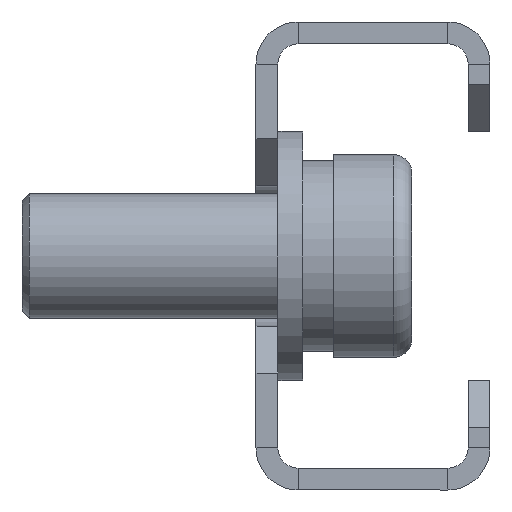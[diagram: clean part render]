
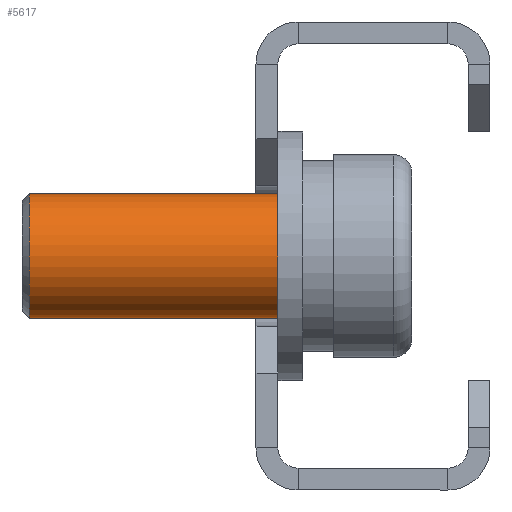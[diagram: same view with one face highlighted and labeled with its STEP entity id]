
A CAD part, left-side view. The second image highlights one B-rep face of the part: STEP entity #5617.
In plain terms, the highlighted cylindrical face has radius 4 mm (diameter 8 mm), a partial arc.
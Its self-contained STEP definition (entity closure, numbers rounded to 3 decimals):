
#120 = AXIS2_PLACEMENT_3D ( 'NONE', #3301, #3215, #1760 ) ;
#147 = VECTOR ( 'NONE', #5383, 1000. ) ;
#207 = EDGE_CURVE ( 'NONE', #1151, #3438, #5935, .T. ) ;
#566 = CARTESIAN_POINT ( 'NONE',  ( 24.537, 0., -4. ) ) ;
#816 = VECTOR ( 'NONE', #3200, 1000. ) ;
#945 = LINE ( 'NONE', #6318, #147 ) ;
#1151 = VERTEX_POINT ( 'NONE', #3704 ) ;
#1760 = DIRECTION ( 'NONE',  ( 0., 0., 1. ) ) ;
#2092 = AXIS2_PLACEMENT_3D ( 'NONE', #4550, #3036, #5040 ) ;
#2313 = ORIENTED_EDGE ( 'NONE', *, *, #3565, .T. ) ;
#2854 = ORIENTED_EDGE ( 'NONE', *, *, #2868, .T. ) ;
#2868 = EDGE_CURVE ( '������7', #1151, #4691, #4076, .T. ) ;
#3036 = DIRECTION ( 'NONE',  ( -1., 0., 0. ) ) ;
#3200 = DIRECTION ( 'NONE',  ( -1., 0., 0. ) ) ;
#3215 = DIRECTION ( 'NONE',  ( -1., 0., 0. ) ) ;
#3301 = CARTESIAN_POINT ( 'NONE',  ( 24.537, 0., 0. ) ) ;
#3365 = EDGE_LOOP ( 'NONE', ( #2854, #2313, #5111, #5639 ) ) ;
#3405 = CARTESIAN_POINT ( 'NONE',  ( 5.6, 0., -4. ) ) ;
#3438 = VERTEX_POINT ( 'NONE', #4111 ) ;
#3565 = EDGE_CURVE ( 'NONE', #4691, #5558, #945, .T. ) ;
#3704 = CARTESIAN_POINT ( 'NONE',  ( 24.537, 0., 4. ) ) ;
#3813 = CIRCLE ( 'NONE', #5677, 4. ) ;
#4076 = CIRCLE ( 'NONE', #120, 4. ) ;
#4111 = CARTESIAN_POINT ( 'NONE',  ( 5.6, 0., 4. ) ) ;
#4197 = DIRECTION ( 'NONE',  ( 1., 0., 0. ) ) ;
#4351 = FACE_OUTER_BOUND ( 'NONE', #3365, .T. ) ;
#4550 = CARTESIAN_POINT ( 'NONE',  ( -31.75, 0., 0. ) ) ;
#4691 = VERTEX_POINT ( 'NONE', #566 ) ;
#5040 = DIRECTION ( 'NONE',  ( 0., 0., 1. ) ) ;
#5111 = ORIENTED_EDGE ( 'NONE', *, *, #6029, .T. ) ;
#5383 = DIRECTION ( 'NONE',  ( -1., 0., 0. ) ) ;
#5558 = VERTEX_POINT ( 'NONE', #3405 ) ;
#5617 = ADVANCED_FACE ( '�����3', ( #4351 ), #6354, .T. ) ;
#5639 = ORIENTED_EDGE ( 'NONE', *, *, #207, .F. ) ;
#5659 = CARTESIAN_POINT ( 'NONE',  ( -31.75, 0., 4. ) ) ;
#5677 = AXIS2_PLACEMENT_3D ( 'NONE', #5682, #4197, #6077 ) ;
#5682 = CARTESIAN_POINT ( 'NONE',  ( 5.6, 0., 0. ) ) ;
#5935 = LINE ( 'NONE', #5659, #816 ) ;
#6029 = EDGE_CURVE ( '������14', #5558, #3438, #3813, .T. ) ;
#6077 = DIRECTION ( 'NONE',  ( 0., 0., -1. ) ) ;
#6318 = CARTESIAN_POINT ( 'NONE',  ( -31.75, 0., -4. ) ) ;
#6354 = CYLINDRICAL_SURFACE ( 'NONE', #2092, 4. ) ;
